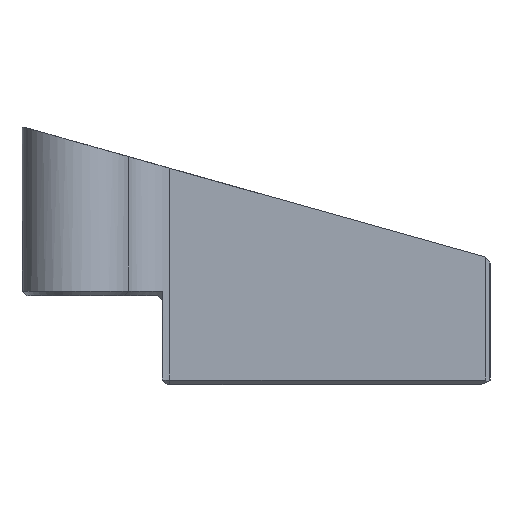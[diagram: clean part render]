
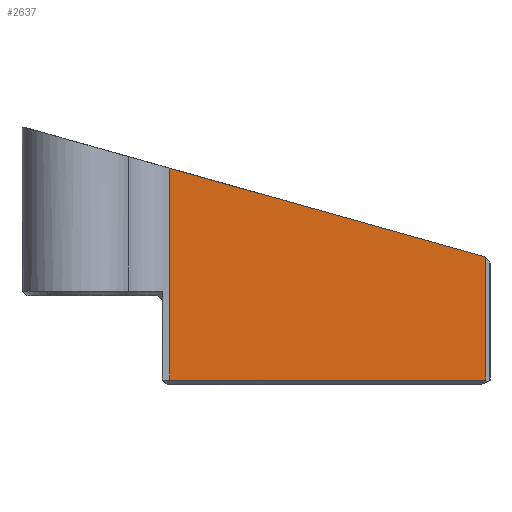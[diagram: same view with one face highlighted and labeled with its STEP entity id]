
A CAD part, left-side view. The second image highlights one B-rep face of the part: STEP entity #2637.
In plain terms, the highlighted planar face has unit normal (-1, 0, 0).
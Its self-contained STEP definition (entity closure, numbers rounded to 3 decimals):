
#205=FACE_OUTER_BOUND('',#371,.T.);
#371=EDGE_LOOP('',(#1825,#1826,#1827,#1828));
#570=LINE('',#3870,#854);
#579=LINE('',#3911,#863);
#581=LINE('',#3919,#865);
#582=LINE('',#3920,#866);
#854=VECTOR('',#3117,10.);
#863=VECTOR('',#3136,10.);
#865=VECTOR('',#3144,10.);
#866=VECTOR('',#3145,10.);
#1130=VERTEX_POINT('',#3867);
#1131=VERTEX_POINT('',#3869);
#1142=VERTEX_POINT('',#3910);
#1145=VERTEX_POINT('',#3918);
#1376=EDGE_CURVE('',#1130,#1131,#570,.T.);
#1391=EDGE_CURVE('',#1131,#1142,#579,.T.);
#1395=EDGE_CURVE('',#1145,#1130,#581,.T.);
#1396=EDGE_CURVE('',#1145,#1142,#582,.T.);
#1825=ORIENTED_EDGE('',*,*,#1376,.F.);
#1826=ORIENTED_EDGE('',*,*,#1395,.F.);
#1827=ORIENTED_EDGE('',*,*,#1396,.T.);
#1828=ORIENTED_EDGE('',*,*,#1391,.F.);
#2516=PLANE('',#2827);
#2637=ADVANCED_FACE('',(#205),#2516,.T.);
#2827=AXIS2_PLACEMENT_3D('',#3917,#3142,#3143);
#3117=DIRECTION('',(0.,1.,0.));
#3136=DIRECTION('',(0.,0.,1.));
#3142=DIRECTION('center_axis',(-1.,0.,0.));
#3143=DIRECTION('ref_axis',(0.,-1.,0.));
#3144=DIRECTION('',(0.,0.,-1.));
#3145=DIRECTION('',(0.,0.963,0.271));
#3867=CARTESIAN_POINT('',(-55.,-43.5,8.75));
#3869=CARTESIAN_POINT('',(-55.,-9.798,8.75));
#3870=CARTESIAN_POINT('',(-55.,-15.5,8.75));
#3910=CARTESIAN_POINT('',(-55.,-9.798,31.371));
#3911=CARTESIAN_POINT('',(-55.,-9.798,17.75));
#3917=CARTESIAN_POINT('Origin',(-55.,-6.,17.75));
#3918=CARTESIAN_POINT('',(-55.,-43.5,21.891));
#3919=CARTESIAN_POINT('',(-55.,-43.5,17.75));
#3920=CARTESIAN_POINT('',(-55.,-26.915,26.556));
